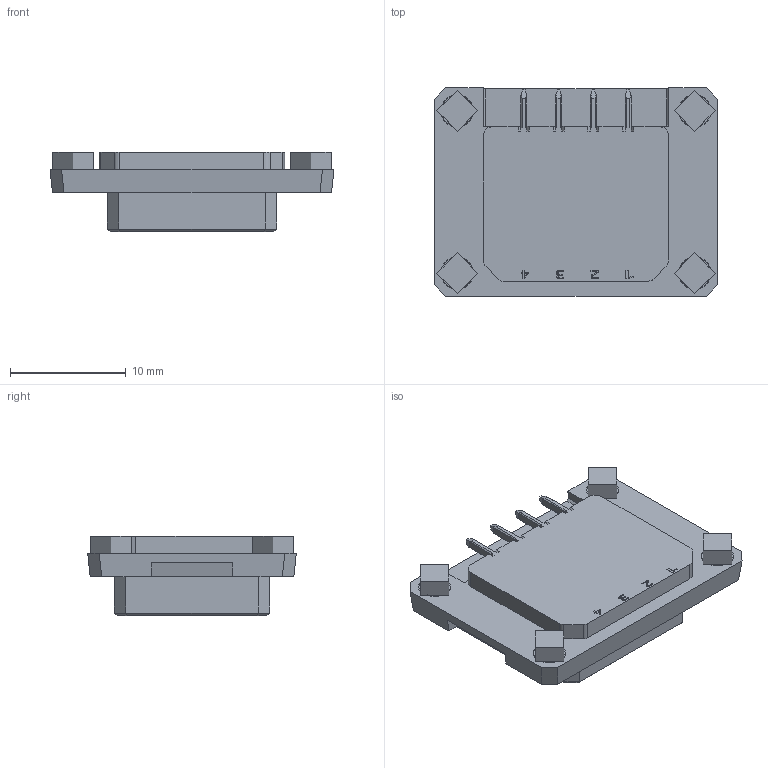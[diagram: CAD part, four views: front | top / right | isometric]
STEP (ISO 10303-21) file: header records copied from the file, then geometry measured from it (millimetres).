
FILE_DESCRIPTION( ('This file contains a STEP AP42 implementation' ,'as created by ZW3D STEP Interface translator.') ,'2;1' );
FILE_NAME( 'MJE06P-3004RXX01.stp' ,'231225. 84816', (''), ('ZWCAD Software Co.'), 'Version 1.0', 'ZW3D to STEP translator', '' );
FILE_SCHEMA(('AUTOMOTIVE_DESIGN { 1 0 10303 214 1 1 1 1 }'));
Length unit declared in the file: millimetre
Products named in the file (2): 0; MJE06P-3004RXX01.stpWZH
Bounding box: 24.5 x 18 x 6.9 mm (x, y, z)
Volume: 1351.6 mm3
Topology: 2 solids, 3 shells, 1639 faces, 4687 edges, 2951 vertices
Faces by surface type: plane 1165, cylinder 316, cone 112, bspline 42, torus 4
Full cylindrical faces by diameter (mm): 2.05 x28, 2.4 x8, 3.5 x4
Entity records: 57499 total; most frequent: CARTESIAN_POINT 14520, ORIENTED_EDGE 9370, DIRECTION 7717, EDGE_CURVE 4685, VECTOR 3377, LINE 3377, VERTEX_POINT 2951, AXIS2_PLACEMENT_3D 2170
